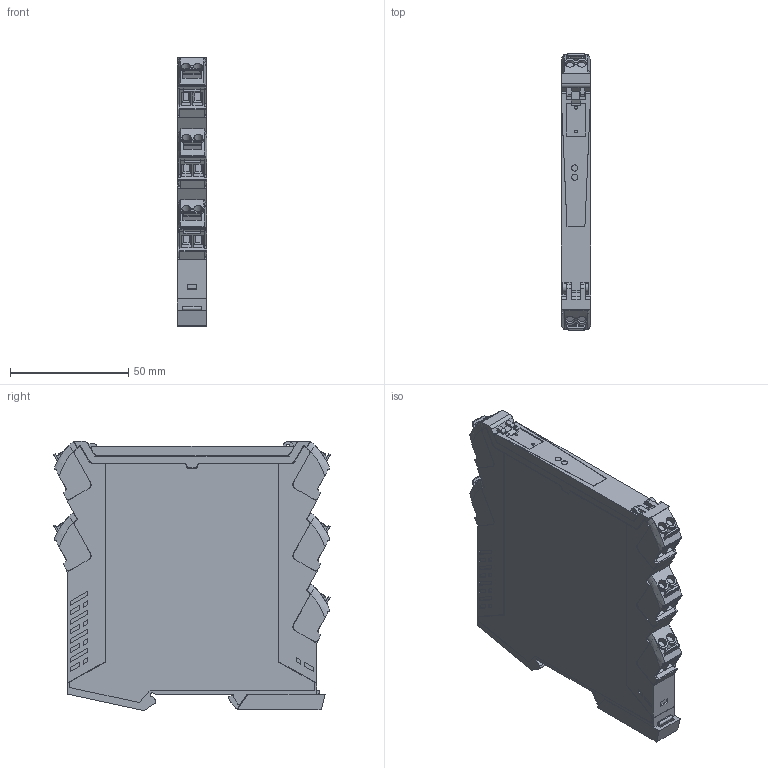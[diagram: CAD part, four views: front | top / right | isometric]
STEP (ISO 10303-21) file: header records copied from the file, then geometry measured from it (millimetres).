
FILE_DESCRIPTION(('CATIA V5 STEP Exchange','CAx-IF Rec.Pracs.--- Model Styling and Organization---1.4--- 2014-01-23'),'2;1');
FILE_NAME ('9468192_6_1453210000_S3D_ACT20P_UI_AO_DO_LP_S.stp','2020-10-02T06:07:52+00:00',('none'),('Weidmueller'),'CATIA Version 5-6 Release 2016 SP3 HF44','CATIA V5 STEP AP214','none');
FILE_SCHEMA(('AUTOMOTIVE_DESIGN { 1 0 10303 214 1 1 1 1 }'));
Length unit declared in the file: millimetre
Products named in the file (1): S3D_ACT20P_UI_AO_DO_LP_S
Bounding box: 12.57 x 117.24 x 114.02 mm (x, y, z)
Volume: 143697.2 mm3; surface area: 46498.1 mm2
Topology: 17 solids, 17 shells, 1273 faces, 4036 edges, 2831 vertices
Faces by surface type: plane 888, cylinder 321, extrusion 28, revolution 20, bspline 10, sphere 6
Entity records: 46343 total; most frequent: CARTESIAN_POINT 11658, ORIENTED_EDGE 8064, DIRECTION 5157, EDGE_CURVE 4032, VERTEX_POINT 2831, VECTOR 2659, LINE 2631, AXIS2_PLACEMENT_3D 1556
